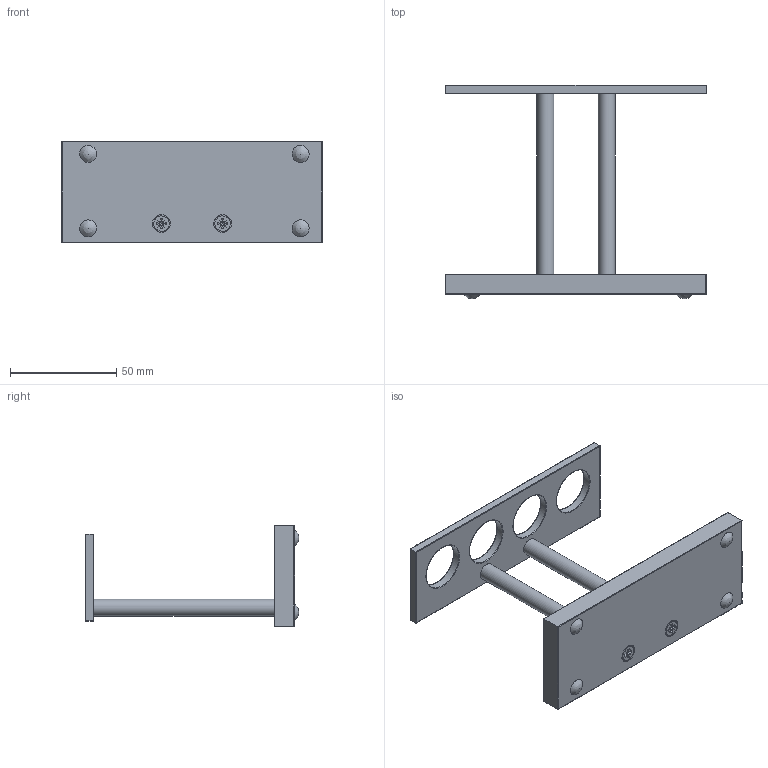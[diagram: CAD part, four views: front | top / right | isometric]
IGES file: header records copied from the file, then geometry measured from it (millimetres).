
Global section: file name: L142; native system: Autodesk Inventor 2018; preprocessor: unknown; author: aduggalther; date: 20171018.122344; units: millimetre
Bounding box: 122.8 x 100.5 x 47.75 mm (x, y, z)
Volume: 74819 mm3; surface area: 31180 mm2
Topology: 12 solids, 12 shells, 183 faces, 450 edges, 296 vertices
Faces by surface type: bspline 183
